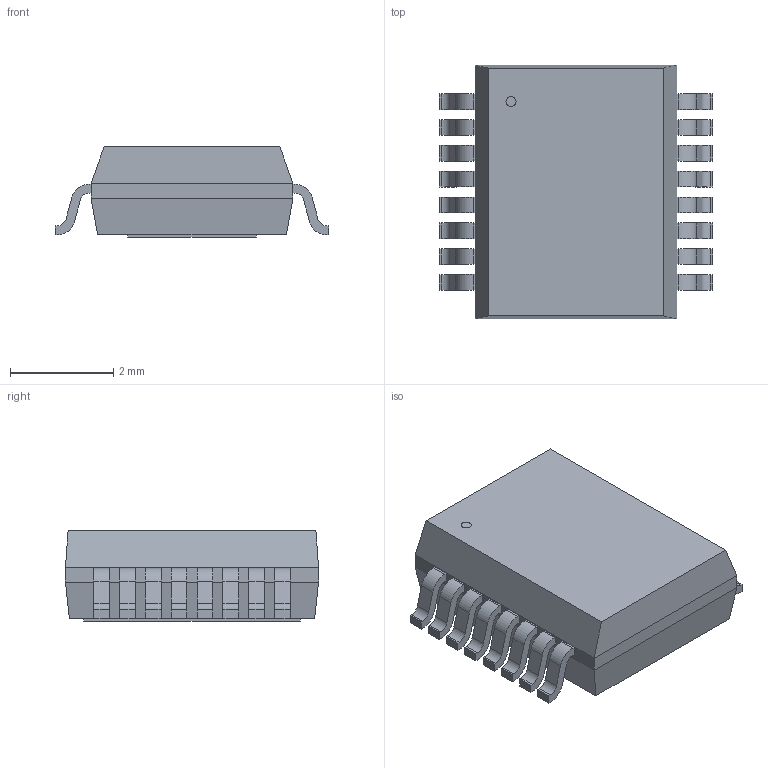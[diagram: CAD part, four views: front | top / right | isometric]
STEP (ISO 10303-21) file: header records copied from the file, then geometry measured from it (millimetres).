
FILE_DESCRIPTION(('FreeCAD Model'),'2;1');
FILE_NAME('Open CASCADE Shape Model','2023-05-10T19:12:20',(''),(''), 'Open CASCADE STEP processor 7.5','FreeCAD','Unknown');
FILE_SCHEMA(('AUTOMOTIVE_DESIGN { 1 0 10303 214 1 1 1 1 }'));
Length unit declared in the file: millimetre
Products named in the file (1): part
Bounding box: 5.29 x 4.9 x 1.75 mm (x, y, z)
Volume: 32.5 mm3; surface area: 105 mm2
Topology: 19 solids, 19 shells, 247 faces, 1857 edges, 5358 vertices
Faces by surface type: plane 182, cylinder 65
Full cylindrical faces by diameter (mm): 0.196 x1
Entity records: 33782 total; most frequent: CARTESIAN_POINT 9106, DIRECTION 3905, LINE 2564, VECTOR 2564, GEOMETRIC_CURVE_SET 1239, ORIENTED_EDGE 1238, PCURVE 1238, DEFINITIONAL_REPRESENTATION 1238
